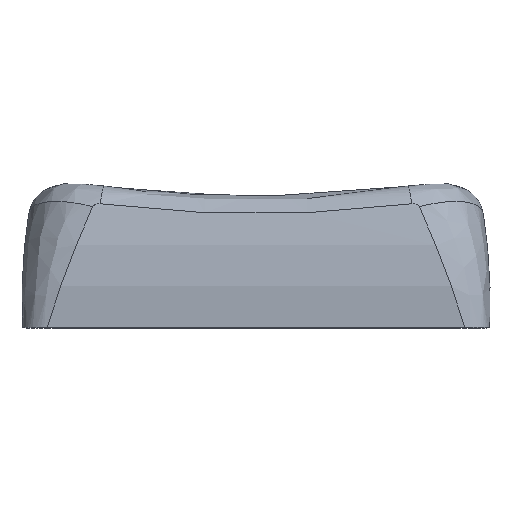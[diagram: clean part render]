
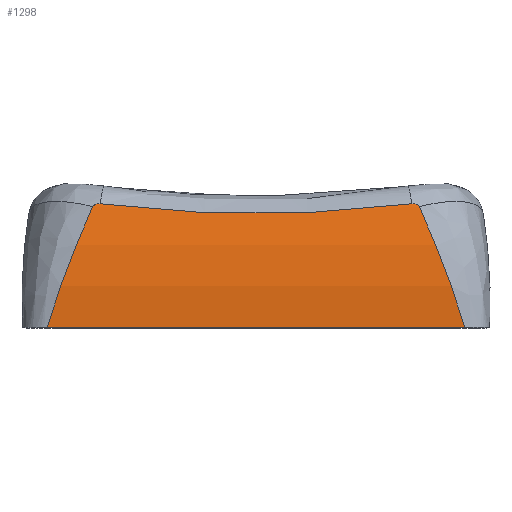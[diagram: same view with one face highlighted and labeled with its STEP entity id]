
A CAD part, top view. The second image highlights one B-rep face of the part: STEP entity #1298.
In plain terms, the highlighted cylindrical face has radius 11.653 mm (diameter 23.307 mm), a partial arc.
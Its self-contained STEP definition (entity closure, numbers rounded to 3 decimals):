
#128=CYLINDRICAL_SURFACE('',#1417,11.653);
#198=FACE_OUTER_BOUND('',#281,.T.);
#281=EDGE_LOOP('',(#1131,#1132,#1133,#1134,#1135,#1136));
#357=LINE('',#3263,#421);
#421=VECTOR('',#1676,10.);
#479=B_SPLINE_CURVE_WITH_KNOTS('',3,(#3076,#3077,#3078,#3079,#3080,#3081),
 .UNSPECIFIED.,.F.,.F.,(4,2,4),(0.,0.249,0.499),
 .UNSPECIFIED.);
#483=B_SPLINE_CURVE_WITH_KNOTS('',3,(#3194,#3195,#3196,#3197,#3198,#3199),
 .UNSPECIFIED.,.F.,.F.,(4,2,4),(0.,0.574,1.149),
 .UNSPECIFIED.);
#484=B_SPLINE_CURVE_WITH_KNOTS('',3,(#3231,#3232,#3233,#3234,#3235,#3236,
#3237,#3238,#3239,#3240,#3241,#3242,#3243,#3244,#3245,#3246,#3247,#3248,
#3249,#3250,#3251,#3252),.UNSPECIFIED.,.F.,.F.,(4,3,3,3,3,3,3,4),(-0.031,
-0.03,-0.023,-0.017,-0.013,
-0.007,-0.005,0.),.UNSPECIFIED.);
#486=B_SPLINE_CURVE_WITH_KNOTS('',3,(#3265,#3266,#3267,#3268,#3269,#3270),
 .UNSPECIFIED.,.F.,.F.,(4,2,4),(0.,0.252,0.498),
 .UNSPECIFIED.);
#487=B_SPLINE_CURVE_WITH_KNOTS('',3,(#3271,#3272,#3273,#3274,#3275,#3276,
#3277,#3278,#3279,#3280,#3281,#3282,#3283,#3284,#3285,#3286,#3287,#3288,
#3289,#3290,#3291,#3292),.UNSPECIFIED.,.F.,.F.,(4,3,3,3,3,3,3,4),(0.04,
0.044,0.051,0.052,0.06,
0.064,0.07,0.075),.UNSPECIFIED.);
#597=VERTEX_POINT('',#3064);
#598=VERTEX_POINT('',#3075);
#603=VERTEX_POINT('',#3191);
#604=VERTEX_POINT('',#3193);
#606=VERTEX_POINT('',#3262);
#607=VERTEX_POINT('',#3264);
#777=EDGE_CURVE('',#597,#598,#479,.T.);
#783=EDGE_CURVE('',#604,#603,#483,.T.);
#785=EDGE_CURVE('',#603,#598,#484,.T.);
#788=EDGE_CURVE('',#597,#606,#357,.F.);
#789=EDGE_CURVE('',#607,#606,#486,.T.);
#790=EDGE_CURVE('',#607,#604,#487,.F.);
#1131=ORIENTED_EDGE('',*,*,#785,.T.);
#1132=ORIENTED_EDGE('',*,*,#777,.F.);
#1133=ORIENTED_EDGE('',*,*,#788,.T.);
#1134=ORIENTED_EDGE('',*,*,#789,.F.);
#1135=ORIENTED_EDGE('',*,*,#790,.T.);
#1136=ORIENTED_EDGE('',*,*,#783,.T.);
#1298=ADVANCED_FACE('',(#198),#128,.T.);
#1417=AXIS2_PLACEMENT_3D('',#3261,#1674,#1675);
#1674=DIRECTION('center_axis',(1.,0.,0.));
#1675=DIRECTION('ref_axis',(0.,0.696,-0.718));
#1676=DIRECTION('',(-1.,0.,0.));
#3064=CARTESIAN_POINT('',(-101.835,2.5,-50.735));
#3075=CARTESIAN_POINT('',(-100.1,7.113,-51.266));
#3076=CARTESIAN_POINT('Ctrl Pts',(-101.835,2.5,-50.735));
#3077=CARTESIAN_POINT('Ctrl Pts',(-101.603,3.294,-50.667));
#3078=CARTESIAN_POINT('Ctrl Pts',(-101.328,4.086,-50.681));
#3079=CARTESIAN_POINT('Ctrl Pts',(-100.74,5.63,-50.862));
#3080=CARTESIAN_POINT('Ctrl Pts',(-100.424,6.385,-51.029));
#3081=CARTESIAN_POINT('Ctrl Pts',(-100.099,7.113,-51.266));
#3191=CARTESIAN_POINT('',(-99.813,7.217,-51.301));
#3193=CARTESIAN_POINT('',(-87.906,7.217,-51.301));
#3194=CARTESIAN_POINT('Ctrl Pts',(-87.906,7.217,-51.301));
#3195=CARTESIAN_POINT('Ctrl Pts',(-89.799,6.945,-51.209));
#3196=CARTESIAN_POINT('Ctrl Pts',(-91.959,6.841,-51.181));
#3197=CARTESIAN_POINT('Ctrl Pts',(-95.76,6.841,-51.181));
#3198=CARTESIAN_POINT('Ctrl Pts',(-97.92,6.945,-51.209));
#3199=CARTESIAN_POINT('Ctrl Pts',(-99.813,7.217,-51.301));
#3231=CARTESIAN_POINT('Ctrl Pts',(-99.813,7.217,-51.301));
#3232=CARTESIAN_POINT('Ctrl Pts',(-99.816,7.217,-51.301));
#3233=CARTESIAN_POINT('Ctrl Pts',(-99.818,7.217,-51.301));
#3234=CARTESIAN_POINT('Ctrl Pts',(-99.82,7.218,-51.301));
#3235=CARTESIAN_POINT('Ctrl Pts',(-99.846,7.221,-51.302));
#3236=CARTESIAN_POINT('Ctrl Pts',(-99.873,7.222,-51.303));
#3237=CARTESIAN_POINT('Ctrl Pts',(-99.899,7.22,-51.302));
#3238=CARTESIAN_POINT('Ctrl Pts',(-99.924,7.219,-51.302));
#3239=CARTESIAN_POINT('Ctrl Pts',(-99.948,7.215,-51.3));
#3240=CARTESIAN_POINT('Ctrl Pts',(-99.971,7.209,-51.298));
#3241=CARTESIAN_POINT('Ctrl Pts',(-99.985,7.205,-51.297));
#3242=CARTESIAN_POINT('Ctrl Pts',(-99.998,7.2,-51.295));
#3243=CARTESIAN_POINT('Ctrl Pts',(-100.01,7.194,-51.293));
#3244=CARTESIAN_POINT('Ctrl Pts',(-100.028,7.187,-51.291));
#3245=CARTESIAN_POINT('Ctrl Pts',(-100.044,7.177,-51.287));
#3246=CARTESIAN_POINT('Ctrl Pts',(-100.059,7.165,-51.283));
#3247=CARTESIAN_POINT('Ctrl Pts',(-100.062,7.162,-51.282));
#3248=CARTESIAN_POINT('Ctrl Pts',(-100.066,7.159,-51.281));
#3249=CARTESIAN_POINT('Ctrl Pts',(-100.069,7.155,-51.28));
#3250=CARTESIAN_POINT('Ctrl Pts',(-100.082,7.143,-51.276));
#3251=CARTESIAN_POINT('Ctrl Pts',(-100.092,7.129,-51.271));
#3252=CARTESIAN_POINT('Ctrl Pts',(-100.099,7.113,-51.266));
#3261=CARTESIAN_POINT('Origin',(-93.859,3.5,-62.345));
#3262=CARTESIAN_POINT('',(-85.884,2.5,-50.735));
#3263=CARTESIAN_POINT('',(-93.859,2.5,-50.735));
#3264=CARTESIAN_POINT('',(-87.619,7.113,-51.266));
#3265=CARTESIAN_POINT('Ctrl Pts',(-87.619,7.113,-51.266));
#3266=CARTESIAN_POINT('Ctrl Pts',(-87.292,6.379,-51.027));
#3267=CARTESIAN_POINT('Ctrl Pts',(-86.973,5.617,-50.859));
#3268=CARTESIAN_POINT('Ctrl Pts',(-86.386,4.073,-50.681));
#3269=CARTESIAN_POINT('Ctrl Pts',(-86.114,3.287,-50.667));
#3270=CARTESIAN_POINT('Ctrl Pts',(-85.884,2.5,-50.735));
#3271=CARTESIAN_POINT('Ctrl Pts',(-87.906,7.217,-51.301));
#3272=CARTESIAN_POINT('Ctrl Pts',(-87.895,7.218,-51.301));
#3273=CARTESIAN_POINT('Ctrl Pts',(-87.885,7.22,-51.302));
#3274=CARTESIAN_POINT('Ctrl Pts',(-87.875,7.22,-51.302));
#3275=CARTESIAN_POINT('Ctrl Pts',(-87.849,7.222,-51.302));
#3276=CARTESIAN_POINT('Ctrl Pts',(-87.823,7.222,-51.302));
#3277=CARTESIAN_POINT('Ctrl Pts',(-87.797,7.218,-51.301));
#3278=CARTESIAN_POINT('Ctrl Pts',(-87.794,7.218,-51.301));
#3279=CARTESIAN_POINT('Ctrl Pts',(-87.79,7.218,-51.301));
#3280=CARTESIAN_POINT('Ctrl Pts',(-87.787,7.217,-51.301));
#3281=CARTESIAN_POINT('Ctrl Pts',(-87.761,7.213,-51.299));
#3282=CARTESIAN_POINT('Ctrl Pts',(-87.738,7.207,-51.297));
#3283=CARTESIAN_POINT('Ctrl Pts',(-87.716,7.198,-51.294));
#3284=CARTESIAN_POINT('Ctrl Pts',(-87.706,7.194,-51.293));
#3285=CARTESIAN_POINT('Ctrl Pts',(-87.696,7.189,-51.291));
#3286=CARTESIAN_POINT('Ctrl Pts',(-87.687,7.184,-51.29));
#3287=CARTESIAN_POINT('Ctrl Pts',(-87.671,7.175,-51.287));
#3288=CARTESIAN_POINT('Ctrl Pts',(-87.657,7.164,-51.283));
#3289=CARTESIAN_POINT('Ctrl Pts',(-87.645,7.151,-51.279));
#3290=CARTESIAN_POINT('Ctrl Pts',(-87.634,7.14,-51.275));
#3291=CARTESIAN_POINT('Ctrl Pts',(-87.625,7.127,-51.271));
#3292=CARTESIAN_POINT('Ctrl Pts',(-87.619,7.113,-51.266));
